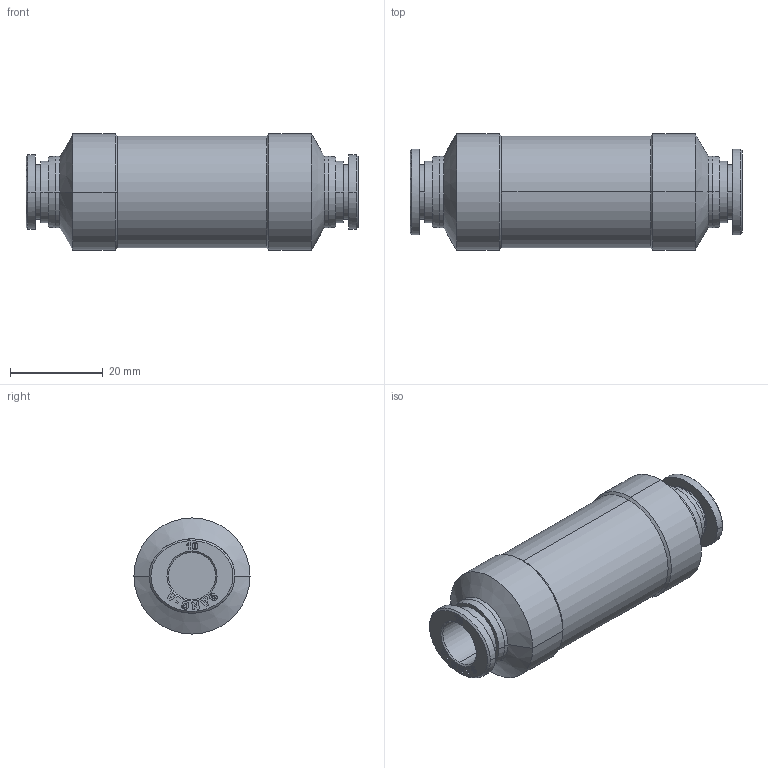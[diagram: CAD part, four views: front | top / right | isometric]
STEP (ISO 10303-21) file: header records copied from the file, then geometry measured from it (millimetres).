
FILE_DESCRIPTION((''),'2;1');
FILE_NAME('GPCVU 10.stp','2017-07-11T14:16:55',(''),(''),'Mechanical Desktop 2009','Mechanical Desktop 2009',', , ');
FILE_SCHEMA(('CONFIG_CONTROL_DESIGN'));
Length unit declared in the file: millimetre
Products named in the file (2): GPCVU 10; ºÎÇ°1
Assembly tree (1 placements, depth 2):
  GPCVU 10
    ºÎÇ°1
Bounding box: 71.5 x 25 x 25 mm (x, y, z)
Volume: 24893.2 mm3; surface area: 7537.4 mm2
Topology: 1 solids, 1 shells, 825 faces, 2350 edges, 1558 vertices
Faces by surface type: plane 763, cylinder 24, cone 22, bspline 16
Entity records: 27149 total; most frequent: CARTESIAN_POINT 5581, ORIENTED_EDGE 4700, DIRECTION 4012, EDGE_CURVE 2350, VECTOR 2250, LINE 2250, VERTEX_POINT 1558, AXIS2_PLACEMENT_3D 881
